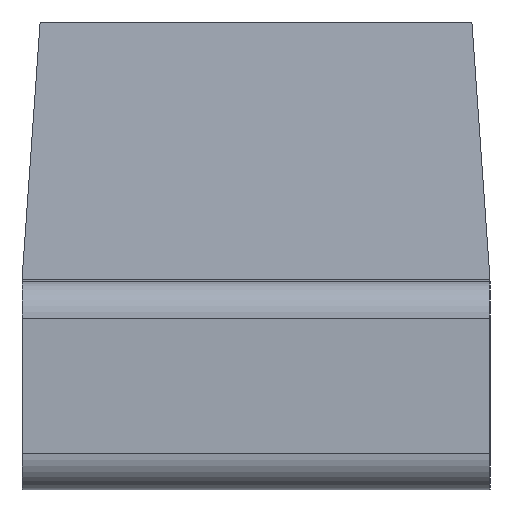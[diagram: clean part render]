
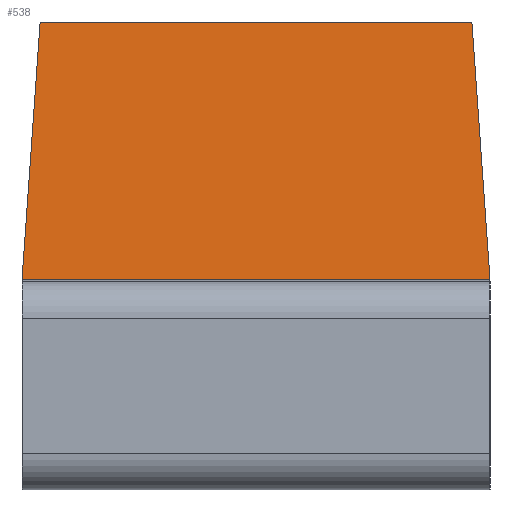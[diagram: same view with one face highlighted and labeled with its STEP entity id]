
A CAD part, left-side view. The second image highlights one B-rep face of the part: STEP entity #538.
In plain terms, the highlighted free-form (B-spline) face has degree [1, 1] with [2, 2] control points.
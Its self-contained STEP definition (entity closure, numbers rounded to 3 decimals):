
#54=DIRECTION('',(0.,-1.,0.));
#274=VERTEX_POINT('',#275);
#275=CARTESIAN_POINT('',(-0.7,0.425,0.383));
#315=VECTOR('',#54,1.);
#350=VERTEX_POINT('',#351);
#351=CARTESIAN_POINT('',(-0.7,-0.425,0.383));
#376=EDGE_CURVE('',#274,#377,#379,.T.);
#377=VERTEX_POINT('',#378);
#378=CARTESIAN_POINT('',(-0.667,0.392,0.85));
#379=B_SPLINE_CURVE_WITH_KNOTS('',1,(#275,#378),.UNSPECIFIED.,.F.,.F.,(2,2),(0.,1.),.PIECEWISE_BEZIER_KNOTS.);
#398=EDGE_CURVE('',#274,#350,#399,.T.);
#399=LINE('',#275,#315);
#521=VERTEX_POINT('',#522);
#522=CARTESIAN_POINT('',(-0.667,-0.392,0.85));
#525=EDGE_CURVE('',#350,#521,#526,.T.);
#526=B_SPLINE_CURVE_WITH_KNOTS('',1,(#351,#522),.UNSPECIFIED.,.F.,.F.,(2,2),(0.,1.),.PIECEWISE_BEZIER_KNOTS.);
#538=ADVANCED_FACE('',(#539),#547,.T.);
#539=FACE_BOUND('',#540,.T.);
#540=EDGE_LOOP('',(#541,#542,#543,#546));
#541=ORIENTED_EDGE('',*,*,#398,.T.);
#542=ORIENTED_EDGE('',*,*,#525,.T.);
#543=ORIENTED_EDGE('',*,*,#544,.F.);
#544=EDGE_CURVE('',#377,#521,#545,.T.);
#545=LINE('',#378,#315);
#546=ORIENTED_EDGE('',*,*,#376,.F.);
#547=B_SPLINE_SURFACE_WITH_KNOTS('',1,1,((#275,#378),(#351,#522)),.UNSPECIFIED.,.F.,.F.,.F.,(2,2),(2,2),(0.,0.85),(0.,1.),.PIECEWISE_BEZIER_KNOTS.);
